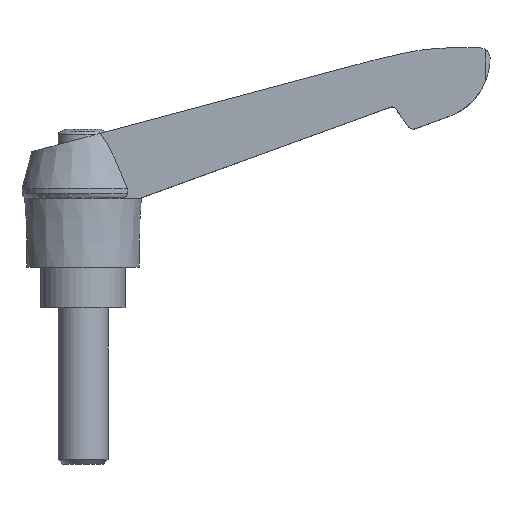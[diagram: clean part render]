
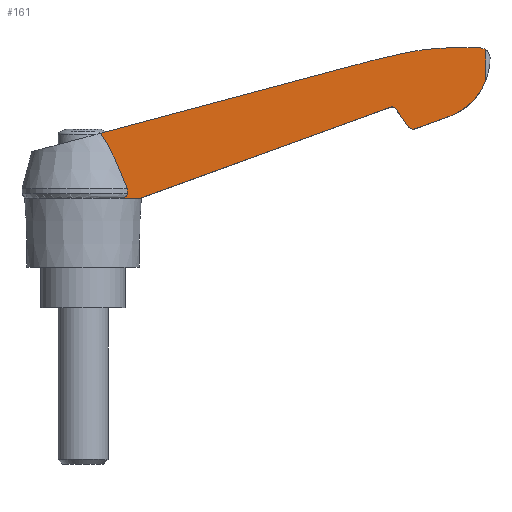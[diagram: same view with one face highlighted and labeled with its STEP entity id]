
A CAD part, top view. The second image highlights one B-rep face of the part: STEP entity #161.
In plain terms, the highlighted planar face has unit normal (0.034, 0, 0.999).
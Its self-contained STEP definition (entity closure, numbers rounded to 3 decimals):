
#161 = ADVANCED_FACE( '', ( #375 ), #376, .F. );
#375 = FACE_OUTER_BOUND( '', #641, .T. );
#376 = PLANE( '', #642 );
#641 = EDGE_LOOP( '', ( #1076, #1077, #1078, #1079, #1080, #1081, #1082, #1083, #1084, #1085, #1086, #1087, #1088, #1089, #1090, #1091 ) );
#642 = AXIS2_PLACEMENT_3D( '', #1092, #1093, #1094 );
#1076 = ORIENTED_EDGE( '', *, *, #1737, .F. );
#1077 = ORIENTED_EDGE( '', *, *, #1738, .T. );
#1078 = ORIENTED_EDGE( '', *, *, #1655, .F. );
#1079 = ORIENTED_EDGE( '', *, *, #1718, .F. );
#1080 = ORIENTED_EDGE( '', *, *, #1666, .T. );
#1081 = ORIENTED_EDGE( '', *, *, #1739, .F. );
#1082 = ORIENTED_EDGE( '', *, *, #1662, .F. );
#1083 = ORIENTED_EDGE( '', *, *, #1740, .F. );
#1084 = ORIENTED_EDGE( '', *, *, #1687, .F. );
#1085 = ORIENTED_EDGE( '', *, *, #1699, .F. );
#1086 = ORIENTED_EDGE( '', *, *, #1741, .F. );
#1087 = ORIENTED_EDGE( '', *, *, #1598, .F. );
#1088 = ORIENTED_EDGE( '', *, *, #1725, .F. );
#1089 = ORIENTED_EDGE( '', *, *, #1742, .F. );
#1090 = ORIENTED_EDGE( '', *, *, #1701, .F. );
#1091 = ORIENTED_EDGE( '', *, *, #1743, .F. );
#1092 = CARTESIAN_POINT( '', ( 0., 46.5, 6.943 ) );
#1093 = DIRECTION( '', ( -0.034, 0., -0.999 ) );
#1094 = DIRECTION( '', ( -0.999, 0., 0.034 ) );
#1598 = EDGE_CURVE( '', #1911, #1906, #1913, .T. );
#1655 = EDGE_CURVE( '', #2010, #2011, #2012, .T. );
#1662 = EDGE_CURVE( '', #2022, #2017, #2024, .T. );
#1666 = EDGE_CURVE( '', #2031, #2029, #2032, .T. );
#1687 = EDGE_CURVE( '', #2067, #2049, #2069, .T. );
#1699 = EDGE_CURVE( '', #2086, #2067, #2088, .T. );
#1701 = EDGE_CURVE( '', #2090, #2091, #2092, .T. );
#1718 = EDGE_CURVE( '', #2031, #2010, #2120, .T. );
#1725 = EDGE_CURVE( '', #2128, #1911, #2130, .T. );
#1737 = EDGE_CURVE( '', #2148, #2149, #2150, .T. );
#1738 = EDGE_CURVE( '', #2148, #2011, #2151, .T. );
#1739 = EDGE_CURVE( '', #2017, #2029, #2152, .T. );
#1740 = EDGE_CURVE( '', #2049, #2022, #2153, .T. );
#1741 = EDGE_CURVE( '', #1906, #2086, #2154, .T. );
#1742 = EDGE_CURVE( '', #2091, #2128, #2155, .T. );
#1743 = EDGE_CURVE( '', #2149, #2090, #2156, .T. );
#1906 = VERTEX_POINT( '', #2367 );
#1911 = VERTEX_POINT( '', #2373 );
#1913 = ELLIPSE( '', #2376, 35.02, 35. );
#2010 = VERTEX_POINT( '', #2503 );
#2011 = VERTEX_POINT( '', #2504 );
#2012 = LINE( '', #2505, #2506 );
#2017 = VERTEX_POINT( '', #2512 );
#2022 = VERTEX_POINT( '', #2518 );
#2024 = ELLIPSE( '', #2521, 1.001, 1. );
#2029 = VERTEX_POINT( '', #2526 );
#2031 = VERTEX_POINT( '', #2529 );
#2032 = ELLIPSE( '', #2530, 0.7, 0.7 );
#2049 = VERTEX_POINT( '', #2552 );
#2067 = VERTEX_POINT( '', #2606 );
#2069 = ELLIPSE( '', #2631, 10.006, 10. );
#2086 = VERTEX_POINT( '', #2654 );
#2088 = LINE( '', #2665, #2666 );
#2090 = VERTEX_POINT( '', #2668 );
#2091 = VERTEX_POINT( '', #2669 );
#2092 = LINE( '', #2670, #2671 );
#2120 = LINE( '', #2732, #2733 );
#2128 = VERTEX_POINT( '', #2742 );
#2130 = ELLIPSE( '', #2745, 35.02, 35. );
#2148 = VERTEX_POINT( '', #2769 );
#2149 = VERTEX_POINT( '', #2770 );
#2150 = LINE( '', #2771, #2772 );
#2151 = B_SPLINE_CURVE_WITH_KNOTS( '', 3, ( #2773, #2774, #2775, #2776, #2777, #2778 ), .UNSPECIFIED., .F., .F., ( 4, 2, 4 ), ( 0., 0.001, 0.001 ), .UNSPECIFIED. );
#2152 = LINE( '', #2779, #2780 );
#2153 = LINE( '', #2781, #2782 );
#2154 = ELLIPSE( '', #2783, 1.601, 1.6 );
#2155 = ELLIPSE( '', #2784, 141.08, 141. );
#2156 = B_SPLINE_CURVE_WITH_KNOTS( '', 3, ( #2785, #2786, #2787, #2788, #2789, #2790, #2791, #2792, #2793, #2794, #2795, #2796 ), .UNSPECIFIED., .F., .F., ( 4, 2, 2, 2, 2, 4 ), ( 0., 0.002, 0.005, 0.007, 0.009, 0.01 ), .UNSPECIFIED. );
#2367 = CARTESIAN_POINT( '', ( 63.6, 41.487, 4.797 ) );
#2373 = CARTESIAN_POINT( '', ( 59.7, 41.5, 4.929 ) );
#2376 = AXIS2_PLACEMENT_3D( '', #3056, #3057, #3058 );
#2503 = CARTESIAN_POINT( '', ( 9.2, 17.5, 6.633 ) );
#2504 = CARTESIAN_POINT( '', ( 6.456, 17.5, 6.725 ) );
#2505 = CARTESIAN_POINT( '', ( -0.095, 17.5, 6.946 ) );
#2506 = VECTOR( '', #3137, 1000. );
#2512 = CARTESIAN_POINT( '', ( 51.927, 28.962, 5.191 ) );
#2518 = CARTESIAN_POINT( '', ( 53.088, 28.596, 5.152 ) );
#2521 = AXIS2_PLACEMENT_3D( '', #3147, #3148, #3149 );
#2526 = CARTESIAN_POINT( '', ( 49.953, 31.781, 5.258 ) );
#2529 = CARTESIAN_POINT( '', ( 49.14, 32.037, 5.285 ) );
#2530 = AXIS2_PLACEMENT_3D( '', #3154, #3155, #3156 );
#2552 = CARTESIAN_POINT( '', ( 57.9, 30.347, 4.99 ) );
#2606 = CARTESIAN_POINT( '', ( 64.324, 36.302, 4.773 ) );
#2631 = AXIS2_PLACEMENT_3D( '', #3184, #3185, #3186 );
#2654 = CARTESIAN_POINT( '', ( 64.324, 41.207, 4.773 ) );
#2665 = CARTESIAN_POINT( '', ( 64.324, 46.5, 4.773 ) );
#2666 = VECTOR( '', #3196, 1000. );
#2668 = CARTESIAN_POINT( '', ( 2.77, 27.859, 6.849 ) );
#2669 = CARTESIAN_POINT( '', ( 43.4, 38.746, 5.479 ) );
#2670 = CARTESIAN_POINT( '', ( 43.266, 38.71, 5.483 ) );
#2671 = VECTOR( '', #3197, 1000. );
#2732 = CARTESIAN_POINT( '', ( 9.107, 17.466, 6.636 ) );
#2733 = VECTOR( '', #3222, 1000. );
#2742 = CARTESIAN_POINT( '', ( 53., 41., 5.155 ) );
#2745 = AXIS2_PLACEMENT_3D( '', #3231, #3232, #3233 );
#2769 = CARTESIAN_POINT( '', ( 7.079, 18.24, 6.704 ) );
#2770 = CARTESIAN_POINT( '', ( 7.079, 19., 6.704 ) );
#2771 = CARTESIAN_POINT( '', ( 7.079, 55.578, 6.704 ) );
#2772 = VECTOR( '', #3246, 1000. );
#2773 = CARTESIAN_POINT( '', ( 7.079, 18.24, 6.704 ) );
#2774 = CARTESIAN_POINT( '', ( 7.06, 18.071, 6.705 ) );
#2775 = CARTESIAN_POINT( '', ( 6.979, 17.916, 6.707 ) );
#2776 = CARTESIAN_POINT( '', ( 6.752, 17.666, 6.715 ) );
#2777 = CARTESIAN_POINT( '', ( 6.61, 17.571, 6.72 ) );
#2778 = CARTESIAN_POINT( '', ( 6.456, 17.5, 6.725 ) );
#2779 = CARTESIAN_POINT( '', ( 49.903, 31.852, 5.259 ) );
#2780 = VECTOR( '', #3247, 1000. );
#2781 = CARTESIAN_POINT( '', ( 52.951, 28.546, 5.156 ) );
#2782 = VECTOR( '', #3248, 1000. );
#2783 = AXIS2_PLACEMENT_3D( '', #3249, #3250, #3251 );
#2784 = AXIS2_PLACEMENT_3D( '', #3252, #3253, #3254 );
#2785 = CARTESIAN_POINT( '', ( 7.079, 19., 6.704 ) );
#2786 = CARTESIAN_POINT( '', ( 6.787, 19.77, 6.714 ) );
#2787 = CARTESIAN_POINT( '', ( 6.487, 20.537, 6.724 ) );
#2788 = CARTESIAN_POINT( '', ( 5.863, 22.061, 6.745 ) );
#2789 = CARTESIAN_POINT( '', ( 5.539, 22.819, 6.756 ) );
#2790 = CARTESIAN_POINT( '', ( 4.854, 24.317, 6.779 ) );
#2791 = CARTESIAN_POINT( '', ( 4.492, 25.057, 6.791 ) );
#2792 = CARTESIAN_POINT( '', ( 3.899, 26.141, 6.811 ) );
#2793 = CARTESIAN_POINT( '', ( 3.693, 26.497, 6.818 ) );
#2794 = CARTESIAN_POINT( '', ( 3.254, 27.194, 6.833 ) );
#2795 = CARTESIAN_POINT( '', ( 3.022, 27.535, 6.841 ) );
#2796 = CARTESIAN_POINT( '', ( 2.77, 27.859, 6.849 ) );
#3056 = CARTESIAN_POINT( '', ( 61.538, 6.548, 4.867 ) );
#3057 = DIRECTION( '', ( -0.034, 0., -0.999 ) );
#3058 = DIRECTION( '', ( 0.999, 0., -0.034 ) );
#3137 = DIRECTION( '', ( -0.999, 0., 0.034 ) );
#3147 = CARTESIAN_POINT( '', ( 52.746, 29.535, 5.163 ) );
#3148 = DIRECTION( '', ( -0.034, 0., -0.999 ) );
#3149 = DIRECTION( '', ( 0.999, 0., -0.034 ) );
#3154 = CARTESIAN_POINT( '', ( 49.38, 31.379, 5.277 ) );
#3155 = DIRECTION( '', ( -0.034, 0., -0.999 ) );
#3156 = DIRECTION( '', ( 0.999, 0., -0.034 ) );
#3184 = CARTESIAN_POINT( '', ( 55., 39.917, 5.087 ) );
#3185 = DIRECTION( '', ( -0.034, 0., -0.999 ) );
#3186 = DIRECTION( '', ( 0.999, 0., -0.034 ) );
#3196 = DIRECTION( '', ( 0., -1., 0. ) );
#3197 = DIRECTION( '', ( 0.965, 0.259, -0.033 ) );
#3222 = DIRECTION( '', ( -0.939, -0.342, 0.032 ) );
#3231 = CARTESIAN_POINT( '', ( 58.943, 6.508, 4.954 ) );
#3232 = DIRECTION( '', ( -0.034, 0., -0.999 ) );
#3233 = DIRECTION( '', ( 0.999, 0., -0.034 ) );
#3246 = DIRECTION( '', ( 0., 1., 0. ) );
#3247 = DIRECTION( '', ( -0.573, 0.819, 0.019 ) );
#3248 = DIRECTION( '', ( -0.939, -0.342, 0.032 ) );
#3249 = CARTESIAN_POINT( '', ( 63.4, 39.9, 4.804 ) );
#3250 = DIRECTION( '', ( -0.034, 0., -0.999 ) );
#3251 = DIRECTION( '', ( 0.999, 0., -0.034 ) );
#3252 = CARTESIAN_POINT( '', ( 80.407, -97.311, 4.23 ) );
#3253 = DIRECTION( '', ( -0.034, 0., -0.999 ) );
#3254 = DIRECTION( '', ( 0.999, 0., -0.034 ) );
